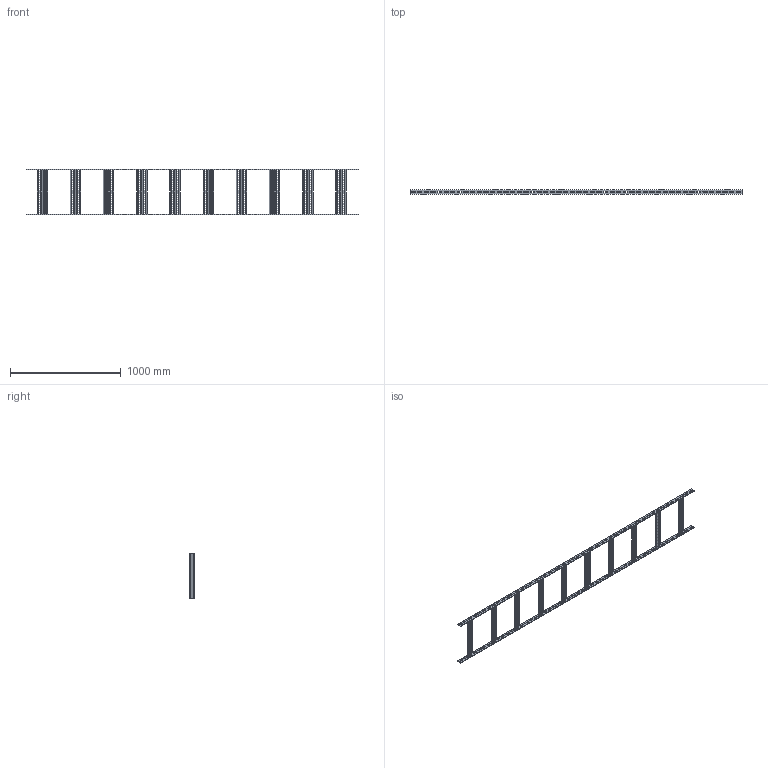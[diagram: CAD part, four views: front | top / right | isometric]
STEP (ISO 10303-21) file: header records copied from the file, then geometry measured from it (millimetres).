
FILE_DESCRIPTION (( 'STEP AP214' ), '1' );
FILE_NAME ('7098138.stp', '2018-01-26T10:11:08', ( '' ), ( '' ), 'SwSTEP 2.0', 'SolidWorks 2016', '' );
FILE_SCHEMA (( 'AUTOMOTIVE_DESIGN' ));
Length unit declared in the file: millimetre
Products named in the file (3): 014710_Z-Sprosse-400; KTS 20.002-013_ungelocht 3000x40x5; 7098138
Assembly tree (12 placements, depth 2):
  7098138
    KTS 20.002-013_ungelocht 3000x40x5  x2
    014710_Z-Sprosse-400  x10
Bounding box: 3000 x 40 x 410 mm (x, y, z)
Volume: 1822081.7 mm3; surface area: 1395117.3 mm2
Topology: 12 solids, 12 shells, 6572 faces, 15804 edges, 9256 vertices
Faces by surface type: plane 3392, cone 1920, cylinder 1260
Entity records: 26168 total; most frequent: DIRECTION 4628, CARTESIAN_POINT 4399, ORIENTED_EDGE 4380, EDGE_CURVE 2190, AXIS2_PLACEMENT_3D 1561, LINE 1506, VECTOR 1506, VERTEX_POINT 1332
